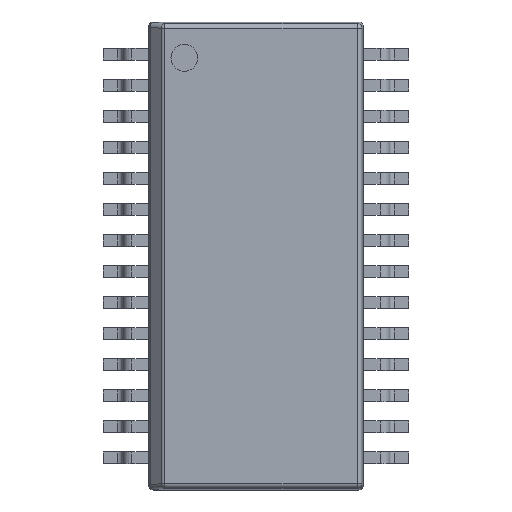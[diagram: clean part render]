
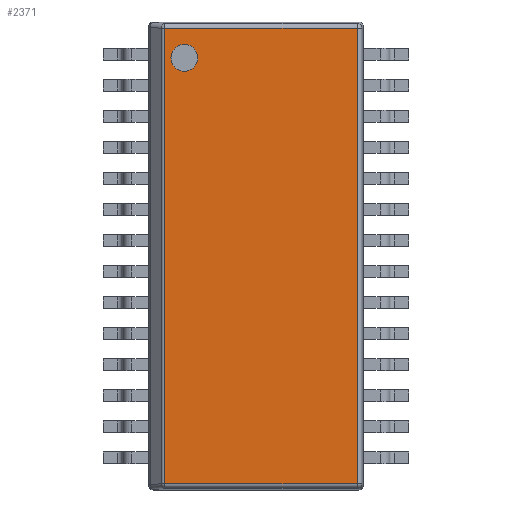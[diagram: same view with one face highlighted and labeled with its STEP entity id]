
A CAD part, top view. The second image highlights one B-rep face of the part: STEP entity #2371.
In plain terms, the highlighted planar face has unit normal (0, 0, 1).
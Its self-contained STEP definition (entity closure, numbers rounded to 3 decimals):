
#2165 = VERTEX_POINT('',#2166);
#2166 = CARTESIAN_POINT('',(4.367,0.133,1.));
#2173 = EDGE_CURVE('',#2174,#2165,#2176,.T.);
#2174 = VERTEX_POINT('',#2175);
#2175 = CARTESIAN_POINT('',(0.341,0.133,1.));
#2176 = LINE('',#2177,#2178);
#2177 = CARTESIAN_POINT('',(0.3,0.133,1.));
#2178 = VECTOR('',#2179,1.);
#2179 = DIRECTION('',(1.,0.,0.));
#2248 = VERTEX_POINT('',#2249);
#2249 = CARTESIAN_POINT('',(0.341,9.667,1.));
#2256 = EDGE_CURVE('',#2248,#2257,#2259,.T.);
#2257 = VERTEX_POINT('',#2258);
#2258 = CARTESIAN_POINT('',(4.367,9.667,1.));
#2259 = LINE('',#2260,#2261);
#2260 = CARTESIAN_POINT('',(0.3,9.667,1.));
#2261 = VECTOR('',#2262,1.);
#2262 = DIRECTION('',(1.,0.,0.));
#2286 = EDGE_CURVE('',#2165,#2257,#2287,.T.);
#2287 = LINE('',#2288,#2289);
#2288 = CARTESIAN_POINT('',(4.367,0.043,1.));
#2289 = VECTOR('',#2290,1.);
#2290 = DIRECTION('',(0.,1.,0.));
#2371 = ADVANCED_FACE('',(#2372,#2383),#2394,.T.);
#2372 = FACE_BOUND('',#2373,.T.);
#2373 = EDGE_LOOP('',(#2374,#2375,#2381,#2382));
#2374 = ORIENTED_EDGE('',*,*,#2256,.F.);
#2375 = ORIENTED_EDGE('',*,*,#2376,.F.);
#2376 = EDGE_CURVE('',#2174,#2248,#2377,.T.);
#2377 = LINE('',#2378,#2379);
#2378 = CARTESIAN_POINT('',(0.341,0.043,1.));
#2379 = VECTOR('',#2380,1.);
#2380 = DIRECTION('',(0.,1.,0.));
#2381 = ORIENTED_EDGE('',*,*,#2173,.T.);
#2382 = ORIENTED_EDGE('',*,*,#2286,.T.);
#2383 = FACE_BOUND('',#2384,.T.);
#2384 = EDGE_LOOP('',(#2385));
#2385 = ORIENTED_EDGE('',*,*,#2386,.F.);
#2386 = EDGE_CURVE('',#2387,#2387,#2389,.T.);
#2387 = VERTEX_POINT('',#2388);
#2388 = CARTESIAN_POINT('',(1.031,9.05,1.));
#2389 = CIRCLE('',#2390,0.281);
#2390 = AXIS2_PLACEMENT_3D('',#2391,#2392,#2393);
#2391 = CARTESIAN_POINT('',(0.75,9.05,1.));
#2392 = DIRECTION('',(0.,0.,1.));
#2393 = DIRECTION('',(1.,0.,0.));
#2394 = PLANE('',#2395);
#2395 = AXIS2_PLACEMENT_3D('',#2396,#2397,#2398);
#2396 = CARTESIAN_POINT('',(0.,0.,1.));
#2397 = DIRECTION('',(0.,0.,1.));
#2398 = DIRECTION('',(1.,0.,0.));
